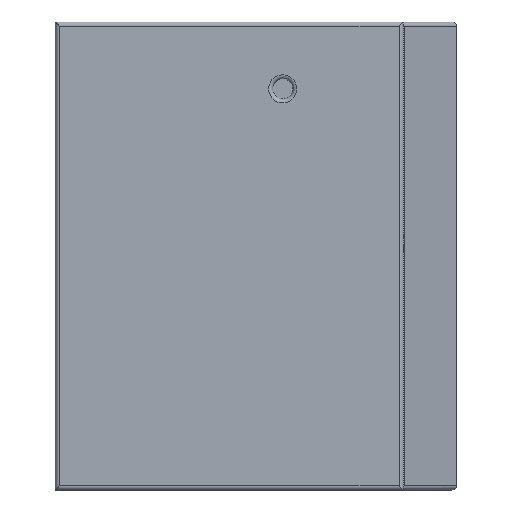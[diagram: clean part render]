
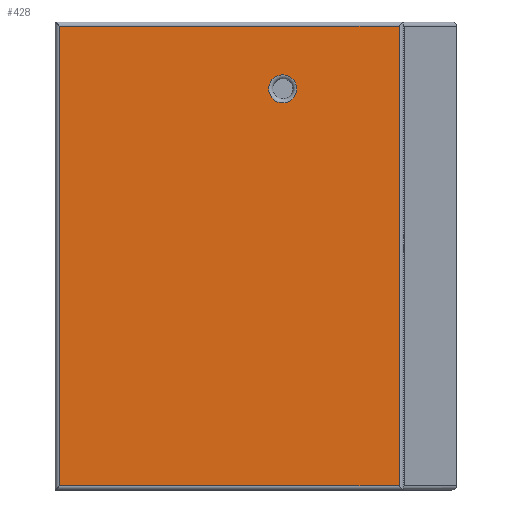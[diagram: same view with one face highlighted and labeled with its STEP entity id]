
A CAD part, left-side view. The second image highlights one B-rep face of the part: STEP entity #428.
In plain terms, the highlighted face is planar.
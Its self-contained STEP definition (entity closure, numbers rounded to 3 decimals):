
#58=CIRCLE('',#494,10.5);
#148=ORIENTED_EDGE('',*,*,#218,.T.);
#149=ORIENTED_EDGE('',*,*,#219,.T.);
#150=ORIENTED_EDGE('',*,*,#220,.T.);
#151=ORIENTED_EDGE('',*,*,#221,.T.);
#152=ORIENTED_EDGE('',*,*,#222,.T.);
#218=EDGE_CURVE('',#260,#260,#58,.T.);
#219=EDGE_CURVE('',#261,#262,#299,.F.);
#220=EDGE_CURVE('',#262,#263,#300,.F.);
#221=EDGE_CURVE('',#263,#264,#301,.F.);
#222=EDGE_CURVE('',#264,#261,#302,.F.);
#260=VERTEX_POINT('',#735);
#261=VERTEX_POINT('',#737);
#262=VERTEX_POINT('',#738);
#263=VERTEX_POINT('',#740);
#264=VERTEX_POINT('',#742);
#299=LINE('',#736,#337);
#300=LINE('',#739,#338);
#301=LINE('',#741,#339);
#302=LINE('',#743,#340);
#337=VECTOR('',#609,1000.);
#338=VECTOR('',#610,1000.);
#339=VECTOR('',#611,1000.);
#340=VECTOR('',#612,1000.);
#361=EDGE_LOOP('',(#148));
#362=EDGE_LOOP('',(#149,#150,#151,#152));
#389=FACE_BOUND('',#361,.T.);
#390=FACE_BOUND('',#362,.T.);
#409=PLANE('',#493);
#428=ADVANCED_FACE('',(#389,#390),#409,.F.);
#493=AXIS2_PLACEMENT_3D('',#733,#605,#606);
#494=AXIS2_PLACEMENT_3D('',#734,#607,#608);
#605=DIRECTION('',(0.,1.,0.));
#606=DIRECTION('',(0.,0.,1.));
#607=DIRECTION('',(0.,1.,0.));
#608=DIRECTION('',(0.,0.,1.));
#609=DIRECTION('',(0.,0.,1.));
#610=DIRECTION('',(-1.,0.,0.));
#611=DIRECTION('',(0.,0.,-1.));
#612=DIRECTION('',(1.,0.,0.));
#733=CARTESIAN_POINT('',(0.,0.,0.));
#734=CARTESIAN_POINT('',(-125.,0.,40.));
#735=CARTESIAN_POINT('',(-125.,0.,50.5));
#736=CARTESIAN_POINT('',(-172.,0.,0.));
#737=CARTESIAN_POINT('',(-172.,0.,127.));
#738=CARTESIAN_POINT('',(-172.,0.,-127.));
#739=CARTESIAN_POINT('',(0.,0.,-127.));
#740=CARTESIAN_POINT('',(172.,0.,-127.));
#741=CARTESIAN_POINT('',(172.,0.,0.));
#742=CARTESIAN_POINT('',(172.,0.,127.));
#743=CARTESIAN_POINT('',(0.,0.,127.));
